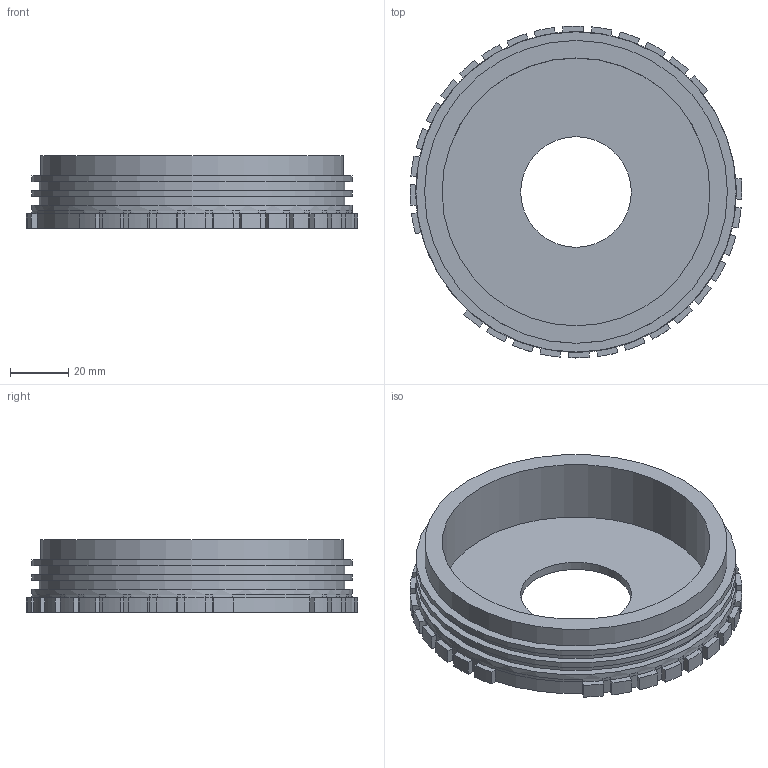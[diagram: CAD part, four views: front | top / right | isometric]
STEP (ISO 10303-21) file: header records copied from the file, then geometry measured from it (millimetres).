
FILE_DESCRIPTION(('FreeCAD Model'),'2;1');
FILE_NAME('Open CASCADE Shape Model','2024-09-05T19:26:37',(''),(''), 'Open CASCADE STEP processor 7.6','FreeCAD','Unknown');
FILE_SCHEMA(('CONFIG_CONTROL_DESIGN','SHAPE_APPEARANCE_LAYER_MIM'));
Length unit declared in the file: millimetre
Products named in the file (1): difference002 (Solid)
Bounding box: 114 x 114 x 25 mm (x, y, z)
Volume: 77909.9 mm3; surface area: 36687.4 mm2
Topology: 1 solids, 1 shells, 197 faces, 507 edges, 318 vertices
Faces by surface type: cylinder 99, plane 98
Full cylindrical faces by diameter (mm): 38 x1, 92 x1, 104 x1, 105 x2, 110 x3
Entity records: 6035 total; most frequent: DIRECTION 1101, CARTESIAN_POINT 1023, ORIENTED_EDGE 1014, EDGE_CURVE 507, AXIS2_PLACEMENT_3D 396, VERTEX_POINT 318, LINE 309, VECTOR 309
